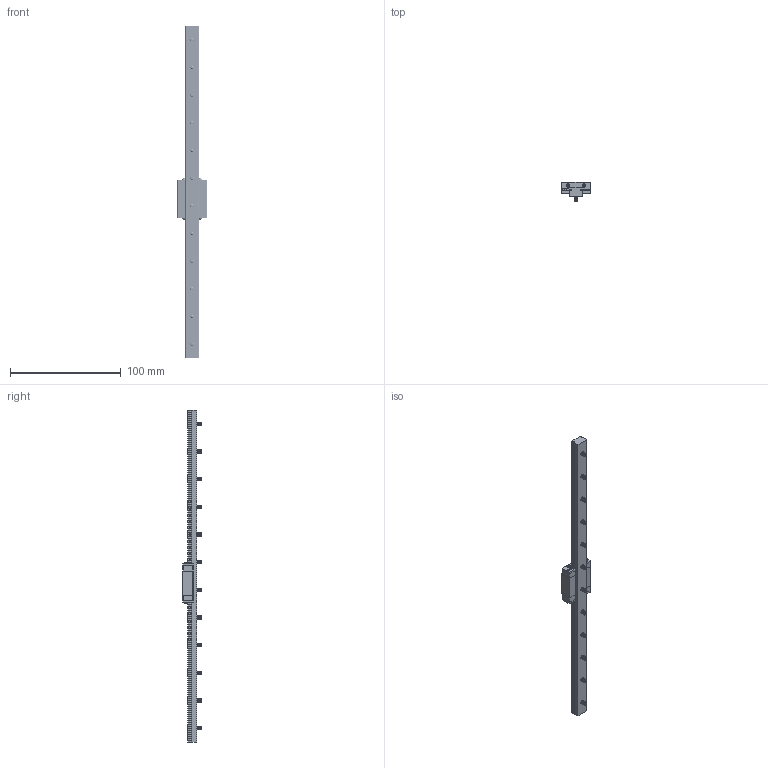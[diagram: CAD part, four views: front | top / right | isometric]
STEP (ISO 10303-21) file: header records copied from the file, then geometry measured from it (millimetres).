
FILE_DESCRIPTION(/* description */ ('STEP AP214','CAx-IF Rec.Pracs.---Representation and Presentation of Product Manufacturing Information (PMI)---4.0---2014-10-13'),/* implementation_level */ '2;1');
FILE_NAME(/* name */ 'MGN12C_With_Rail.step',/* time_stamp */ '2025-08-01T18:06:05+05:30',/* author */ (''),/* organization */ (''),/* preprocessor_version */ 'ST-DEVELOPER v20',/* originating_system */ 'Autodesk Translation Framework v13.20.0.188',/* authorisation */ '');
FILE_SCHEMA (('AP242_MANAGED_MODEL_BASED_3D_ENGINEERING_MIM_LF { 1 0 10303 442 1 1 4 }'));
Length unit declared in the file: millimetre
Products named in the file (10): MGN12C_With_Rail; MGNR12R100HM; MGN12C; MGN12C_Body; MGN12C_EndCap; MGN12C_Seal; MGN12C_Cage; MGN12C_Ball; Screw_DIN_912_M3x8F_A2; MGN12R_CoverCap
Assembly tree (57 placements, depth 3):
  MGN12C_With_Rail
    MGNR12R100HM
    MGN12C
      MGN12C_Body
      MGN12C_EndCap  x2
      MGN12C_Seal  x2
      MGN12C_Cage  x2
      MGN12C_Ball  x24
    Screw_DIN_912_M3x8F_A2  x12
    MGN12R_CoverCap  x12
Bounding box: 27 x 17.5 x 300 mm (x, y, z)
Volume: 34025.4 mm3; surface area: 24110.2 mm2
Topology: 56 solids, 56 shells, 1252 faces, 3320 edges, 2212 vertices
Faces by surface type: cylinder 544, plane 532, bspline 72, cone 40, torus 40, sphere 24
Full cylindrical faces by diameter (mm): 0.5 x6, 2 x4, 2.459 x180, 2.65 x28, 3 x172, 3.5 x12, 5 x12, 5.5 x12, 6 x12
Entity records: 24210 total; most frequent: CARTESIAN_POINT 13194, ORIENTED_EDGE 2280, DIRECTION 2032, EDGE_CURVE 1140, VERTEX_POINT 760, LINE 696, VECTOR 696, AXIS2_PLACEMENT_3D 668
